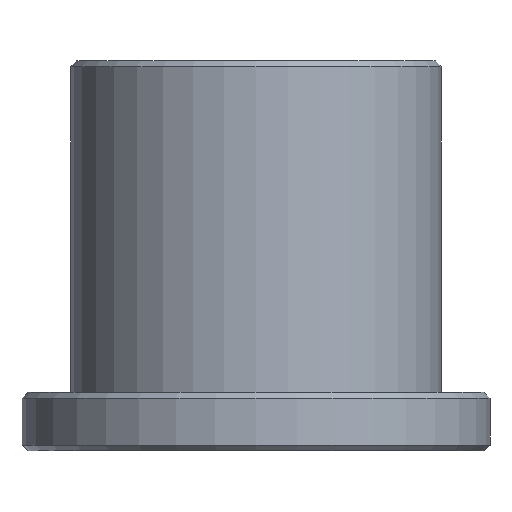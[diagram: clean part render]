
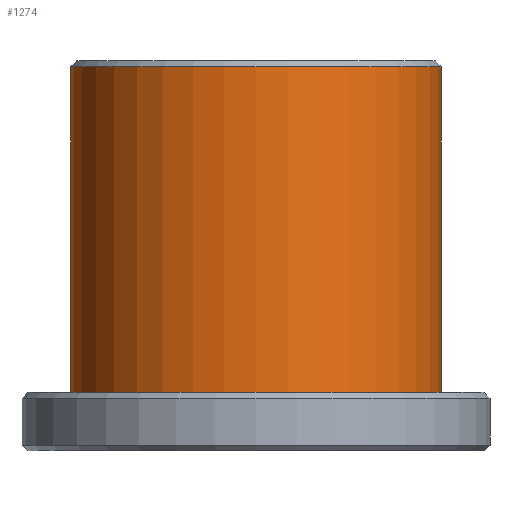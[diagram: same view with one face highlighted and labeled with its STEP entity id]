
A CAD part, front view. The second image highlights one B-rep face of the part: STEP entity #1274.
In plain terms, the highlighted cylindrical face has radius 9.5 mm (diameter 19 mm), a partial arc.
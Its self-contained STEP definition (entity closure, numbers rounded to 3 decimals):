
#8 = VECTOR ( 'NONE', #1152, 1000. ) ;
#120 = AXIS2_PLACEMENT_3D ( 'NONE', #596, #846, #961 ) ;
#150 = EDGE_CURVE ( 'NONE', #556, #300, #1266, .T. ) ;
#180 = ORIENTED_EDGE ( 'NONE', *, *, #462, .T. ) ;
#234 = VECTOR ( 'NONE', #1036, 1000. ) ;
#263 = ORIENTED_EDGE ( 'NONE', *, *, #819, .F. ) ;
#300 = VERTEX_POINT ( 'NONE', #426 ) ;
#314 = LINE ( 'NONE', #686, #8 ) ;
#426 = CARTESIAN_POINT ( 'NONE',  ( -9.5, 0., 19.7 ) ) ;
#462 = EDGE_CURVE ( 'NONE', #300, #1345, #314, .T. ) ;
#463 = FACE_OUTER_BOUND ( 'NONE', #1002, .T. ) ;
#522 = EDGE_CURVE ( 'NONE', #556, #1255, #898, .T. ) ;
#535 = CARTESIAN_POINT ( 'NONE',  ( 0., 0., 3. ) ) ;
#556 = VERTEX_POINT ( 'NONE', #1025 ) ;
#563 = ORIENTED_EDGE ( 'NONE', *, *, #150, .T. ) ;
#596 = CARTESIAN_POINT ( 'NONE',  ( 0., 0., 20. ) ) ;
#653 = DIRECTION ( 'NONE',  ( -1., 0., 0. ) ) ;
#686 = CARTESIAN_POINT ( 'NONE',  ( -9.5, 0., 20. ) ) ;
#710 = ORIENTED_EDGE ( 'NONE', *, *, #522, .F. ) ;
#717 = AXIS2_PLACEMENT_3D ( 'NONE', #535, #1323, #653 ) ;
#723 = CARTESIAN_POINT ( 'NONE',  ( 9.5, 0., 3. ) ) ;
#730 = CYLINDRICAL_SURFACE ( 'NONE', #120, 9.5 ) ;
#754 = DIRECTION ( 'NONE',  ( 1., 0., 0. ) ) ;
#757 = DIRECTION ( 'NONE',  ( 0., 0., -1. ) ) ;
#766 = CARTESIAN_POINT ( 'NONE',  ( 0., 0., 19.7 ) ) ;
#819 = EDGE_CURVE ( 'NONE', #1255, #1345, #831, .T. ) ;
#831 = CIRCLE ( 'NONE', #717, 9.5 ) ;
#846 = DIRECTION ( 'NONE',  ( 0., 0., -1. ) ) ;
#898 = LINE ( 'NONE', #1029, #234 ) ;
#961 = DIRECTION ( 'NONE',  ( -1., 0., 0. ) ) ;
#1002 = EDGE_LOOP ( 'NONE', ( #710, #563, #180, #263 ) ) ;
#1025 = CARTESIAN_POINT ( 'NONE',  ( 9.5, 0., 19.7 ) ) ;
#1029 = CARTESIAN_POINT ( 'NONE',  ( 9.5, 0., 20. ) ) ;
#1036 = DIRECTION ( 'NONE',  ( 0., 0., -1. ) ) ;
#1152 = DIRECTION ( 'NONE',  ( 0., 0., -1. ) ) ;
#1255 = VERTEX_POINT ( 'NONE', #723 ) ;
#1266 = CIRCLE ( 'NONE', #1335, 9.5 ) ;
#1274 = ADVANCED_FACE ( 'NONE', ( #463 ), #730, .T. ) ;
#1301 = CARTESIAN_POINT ( 'NONE',  ( -9.5, 0., 3. ) ) ;
#1323 = DIRECTION ( 'NONE',  ( 0., 0., -1. ) ) ;
#1335 = AXIS2_PLACEMENT_3D ( 'NONE', #766, #757, #754 ) ;
#1345 = VERTEX_POINT ( 'NONE', #1301 ) ;
